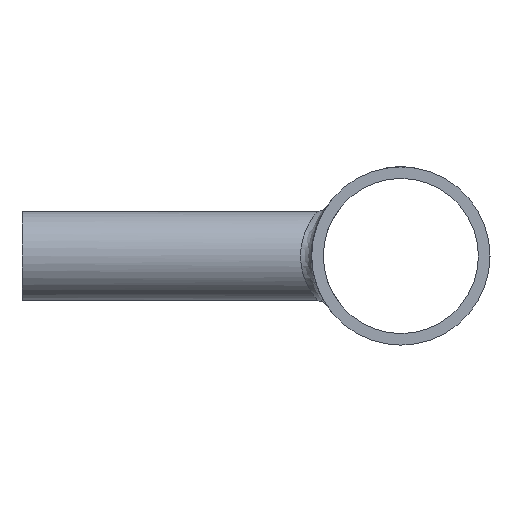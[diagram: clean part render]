
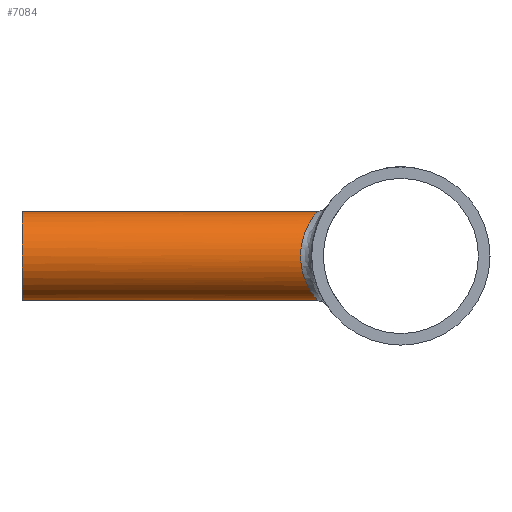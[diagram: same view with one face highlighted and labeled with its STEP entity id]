
A CAD part, left-side view. The second image highlights one B-rep face of the part: STEP entity #7084.
In plain terms, the highlighted cylindrical face has radius 6.35 mm (diameter 12.7 mm), a full revolution.
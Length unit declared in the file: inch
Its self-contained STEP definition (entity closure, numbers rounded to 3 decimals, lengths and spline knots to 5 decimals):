
#138=FACE_BOUND('',#1304,.T.);
#879=FACE_OUTER_BOUND('',#1303,.T.);
#1303=EDGE_LOOP('',(#6616));
#1304=EDGE_LOOP('',(#6617));
#2446=CIRCLE('',#7506,0.25);
#2787=B_SPLINE_CURVE_WITH_KNOTS('',3,(#15551,#15552,#15553,#15554,#15555,
#15556,#15557,#15558,#15559,#15560,#15561,#15562,#15563,#15564,#15565,#15566,
#15567,#15568,#15569,#15570),.UNSPECIFIED.,.T.,.F.,(4,1,1,1,1,1,1,1,1,1,
1,1,1,1,1,1,1,4),(0.,0.27896,0.41844,0.55792,
0.83687,1.11583,1.3018,1.48777,1.67375,
1.85972,2.04569,2.23166,2.51062,2.78958,
3.06853,3.34749,3.62645,3.90541),
 .UNSPECIFIED.);
#3484=VERTEX_POINT('',#15549);
#3485=VERTEX_POINT('',#15572);
#4532=EDGE_CURVE('',#3484,#3484,#2787,.T.);
#4533=EDGE_CURVE('',#3485,#3485,#2446,.T.);
#6616=ORIENTED_EDGE('',*,*,#4533,.T.);
#6617=ORIENTED_EDGE('',*,*,#4532,.F.);
#6670=CYLINDRICAL_SURFACE('',#7505,0.25);
#7084=ADVANCED_FACE('',(#879,#138),#6670,.T.);
#7505=AXIS2_PLACEMENT_3D('',#15571,#8848,#8849);
#7506=AXIS2_PLACEMENT_3D('',#15573,#8850,#8851);
#8848=DIRECTION('center_axis',(0.,-1.,0.));
#8849=DIRECTION('ref_axis',(1.,0.,0.));
#8850=DIRECTION('center_axis',(0.,-1.,0.));
#8851=DIRECTION('ref_axis',(1.,0.,0.));
#15549=CARTESIAN_POINT('',(0.,0.46771,0.25));
#15551=CARTESIAN_POINT('Ctrl Pts',(0.00002,0.46764,
0.25003));
#15552=CARTESIAN_POINT('Ctrl Pts',(-0.03807,0.46762,
0.25005));
#15553=CARTESIAN_POINT('Ctrl Pts',(-0.09527,0.47969,
0.23643));
#15554=CARTESIAN_POINT('Ctrl Pts',(-0.15733,0.50662,
0.1968));
#15555=CARTESIAN_POINT('Ctrl Pts',(-0.20942,0.53479,
0.14503));
#15556=CARTESIAN_POINT('Ctrl Pts',(-0.25199,0.56385,
0.0594));
#15557=CARTESIAN_POINT('Ctrl Pts',(-0.25212,0.56389,
-0.04618));
#15558=CARTESIAN_POINT('Ctrl Pts',(-0.21878,0.54129,
-0.12833));
#15559=CARTESIAN_POINT('Ctrl Pts',(-0.17238,0.51378,
-0.18598));
#15560=CARTESIAN_POINT('Ctrl Pts',(-0.11144,0.48581,
-0.22787));
#15561=CARTESIAN_POINT('Ctrl Pts',(-0.03894,0.46694,
-0.25095));
#15562=CARTESIAN_POINT('Ctrl Pts',(0.03892,0.46696,
-0.25095));
#15563=CARTESIAN_POINT('Ctrl Pts',(0.12356,0.48902,
-0.22397));
#15564=CARTESIAN_POINT('Ctrl Pts',(0.20085,0.52905,
-0.16204));
#15565=CARTESIAN_POINT('Ctrl Pts',(0.25202,0.56388,
-0.05953));
#15566=CARTESIAN_POINT('Ctrl Pts',(0.25209,0.56379,
0.0595));
#15567=CARTESIAN_POINT('Ctrl Pts',(0.2007,0.52915,
0.16206));
#15568=CARTESIAN_POINT('Ctrl Pts',(0.11422,0.48381,
0.23179));
#15569=CARTESIAN_POINT('Ctrl Pts',(0.03811,0.46765,
0.25002));
#15570=CARTESIAN_POINT('Ctrl Pts',(0.00002,0.46764,
0.25003));
#15571=CARTESIAN_POINT('Origin',(0.,2.125,0.));
#15572=CARTESIAN_POINT('',(-0.25,2.125,0.));
#15573=CARTESIAN_POINT('Origin',(0.,2.125,0.));
